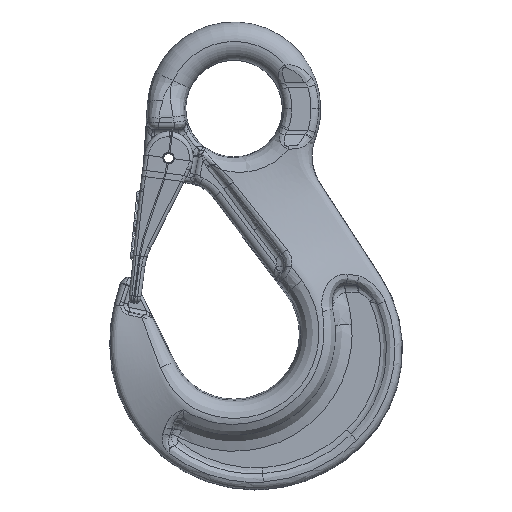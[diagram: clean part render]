
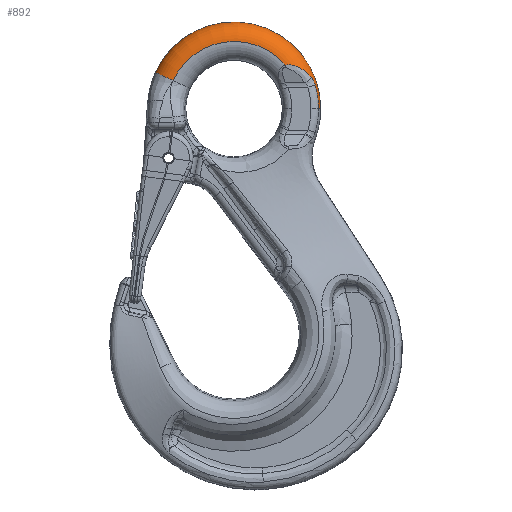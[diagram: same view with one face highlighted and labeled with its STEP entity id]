
A CAD part, top view. The second image highlights one B-rep face of the part: STEP entity #892.
In plain terms, the highlighted toroidal (fillet/blend) face has major radius 24 mm and minor radius 6.971 mm.
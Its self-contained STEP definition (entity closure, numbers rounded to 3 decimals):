
#892=ADVANCED_FACE('',(#2563),#2564,.T.);
#2563=FACE_OUTER_BOUND('',#5040,.T.);
#2564=TOROIDAL_SURFACE('',#5041,24.0,6.971);
#5040=EDGE_LOOP('',(#65044,#65045,#65046,#65047,#65048,#65049,#65050));
#5041=AXIS2_PLACEMENT_3D('',#65051,#65052,#65053);
#65044=ORIENTED_EDGE('',*,*,#70768,.F.);
#65045=ORIENTED_EDGE('',*,*,#70766,.T.);
#65046=ORIENTED_EDGE('',*,*,#70769,.F.);
#65047=ORIENTED_EDGE('',*,*,#70770,.F.);
#65048=ORIENTED_EDGE('',*,*,#70771,.T.);
#65049=ORIENTED_EDGE('',*,*,#70772,.T.);
#65050=ORIENTED_EDGE('',*,*,#70728,.T.);
#65051=CARTESIAN_POINT('',(0.,80.5,0.029));
#65052=DIRECTION('',(0.0,0.0,1.0));
#65053=DIRECTION('',(1.0,0.0,0.0));
#70728=EDGE_CURVE('',#73539,#73536,#73540,.T.);
#70766=EDGE_CURVE('',#73594,#73602,#73604,.T.);
#70768=EDGE_CURVE('',#73594,#73536,#73606,.T.);
#70769=EDGE_CURVE('',#73607,#73602,#73608,.T.);
#70770=EDGE_CURVE('',#73609,#73607,#73610,.T.);
#70771=EDGE_CURVE('',#73609,#73611,#73612,.T.);
#70772=EDGE_CURVE('',#73611,#73539,#73613,.T.);
#73536=VERTEX_POINT('',#78181);
#73539=VERTEX_POINT('',#78184);
#73540=CIRCLE('',#78185,30.172);
#73594=VERTEX_POINT('',#78847);
#73602=VERTEX_POINT('',#78863);
#73604=CIRCLE('',#78907,30.944);
#73606=CIRCLE('',#78909,6.971);
#73607=VERTEX_POINT('',#78910);
#73608=CIRCLE('',#78911,6.971);
#73609=VERTEX_POINT('',#78912);
#73610=CIRCLE('',#78913,24.0);
#73611=VERTEX_POINT('',#78914);
#73612=B_SPLINE_CURVE_WITH_KNOTS('',3,(#78915,#78916,#78917,#78918,#78919,#78920,#78921,#78922,#78923,#78924,#78925,#78926,#78927,#78928,#78929,#78930,#78931,#78932,#78933,#78934,#78935,#78936,#78937,#78938,#78939,#78940,#78941,#78942,#78943,#78944,#78945,#78946),.UNSPECIFIED.,.F.,.F.,(4,2,2,2,2,2,2,2,2,2,2,2,2,2,2,4),(0.0,0.073,0.125,0.14,0.187,0.206,0.25,0.269,0.375,0.394,0.5,0.517,0.638,0.75,0.759,1.),.UNSPECIFIED.);
#73613=B_SPLINE_CURVE_WITH_KNOTS('',3,(#78947,#78948,#78949,#78950,#78951,#78952),.UNSPECIFIED.,.F.,.F.,(4,2,4),(0.0,0.5,1.0),.UNSPECIFIED.);
#78181=CARTESIAN_POINT('',(30.172,80.5,3.27));
#78184=CARTESIAN_POINT('',(28.964,88.952,3.27));
#78185=AXIS2_PLACEMENT_3D('',#102711,#102712,#102713);
#78847=CARTESIAN_POINT('',(30.944,80.5,0.637));
#78863=CARTESIAN_POINT('',(-28.121,93.414,0.637));
#78907=AXIS2_PLACEMENT_3D('',#102769,#102770,#102771);
#78909=AXIS2_PLACEMENT_3D('',#102772,#102773,#102774);
#78910=CARTESIAN_POINT('',(-21.81,90.516,7.));
#78911=AXIS2_PLACEMENT_3D('',#102775,#102776,#102777);
#78912=CARTESIAN_POINT('',(18.311,96.015,7.));
#78913=AXIS2_PLACEMENT_3D('',#102778,#102779,#102780);
#78914=CARTESIAN_POINT('',(27.609,91.605,3.957));
#78915=CARTESIAN_POINT('',(18.311,96.015,7.));
#78916=CARTESIAN_POINT('',(18.581,96.085,7.));
#78917=CARTESIAN_POINT('',(18.853,96.126,6.987));
#78918=CARTESIAN_POINT('',(19.321,96.159,6.947));
#78919=CARTESIAN_POINT('',(19.516,96.162,6.926));
#78920=CARTESIAN_POINT('',(19.771,96.153,6.893));
#78921=CARTESIAN_POINT('',(19.829,96.15,6.885));
#78922=CARTESIAN_POINT('',(20.064,96.135,6.852));
#78923=CARTESIAN_POINT('',(20.241,96.117,6.823));
#78924=CARTESIAN_POINT('',(20.481,96.083,6.781));
#78925=CARTESIAN_POINT('',(20.548,96.073,6.769));
#78926=CARTESIAN_POINT('',(20.777,96.034,6.725));
#78927=CARTESIAN_POINT('',(20.937,96.001,6.692));
#78928=CARTESIAN_POINT('',(21.165,95.948,6.643));
#78929=CARTESIAN_POINT('',(21.233,95.931,6.628));
#78930=CARTESIAN_POINT('',(21.675,95.816,6.526));
#78931=CARTESIAN_POINT('',(22.039,95.695,6.432));
#78932=CARTESIAN_POINT('',(22.459,95.529,6.31));
#78933=CARTESIAN_POINT('',(22.523,95.503,6.291));
#78934=CARTESIAN_POINT('',(22.941,95.329,6.166));
#78935=CARTESIAN_POINT('',(23.287,95.161,6.052));
#78936=CARTESIAN_POINT('',(23.674,94.95,5.915));
#78937=CARTESIAN_POINT('',(23.726,94.921,5.896));
#78938=CARTESIAN_POINT('',(24.157,94.678,5.739));
#78939=CARTESIAN_POINT('',(24.52,94.445,5.594));
#78940=CARTESIAN_POINT('',(25.188,93.97,5.305));
#78941=CARTESIAN_POINT('',(25.496,93.729,5.162));
#78942=CARTESIAN_POINT('',(25.817,93.455,5.002));
#78943=CARTESIAN_POINT('',(25.841,93.434,4.99));
#78944=CARTESIAN_POINT('',(26.501,92.864,4.658));
#78945=CARTESIAN_POINT('',(27.085,92.255,4.315));
#78946=CARTESIAN_POINT('',(27.609,91.605,3.957));
#78947=CARTESIAN_POINT('',(27.609,91.605,3.957));
#78948=CARTESIAN_POINT('',(27.91,91.233,3.752));
#78949=CARTESIAN_POINT('',(28.171,90.826,3.582));
#78950=CARTESIAN_POINT('',(28.624,89.939,3.34));
#78951=CARTESIAN_POINT('',(28.818,89.453,3.27));
#78952=CARTESIAN_POINT('',(28.964,88.952,3.27));
#102711=CARTESIAN_POINT('',(0.,80.5,3.27));
#102712=DIRECTION('',(0.0,0.,-1.0));
#102713=DIRECTION('',(0.0,-1.0,0.));
#102769=CARTESIAN_POINT('',(0.,80.5,0.637));
#102770=DIRECTION('',(0.,0.0,1.0));
#102771=DIRECTION('',(1.0,0.0,0.));
#102772=CARTESIAN_POINT('',(24.0,80.5,0.029));
#102773=DIRECTION('',(0.0,-1.0,0.0));
#102774=DIRECTION('',(1.0,0.0,-0.0));
#102775=CARTESIAN_POINT('',(-21.81,90.516,0.029));
#102776=DIRECTION('',(-0.417,-0.909,0.));
#102777=DIRECTION('',(-0.905,0.416,0.087));
#102778=CARTESIAN_POINT('',(0.,80.5,7.));
#102779=DIRECTION('',(0.0,0.0,1.0));
#102780=DIRECTION('',(1.0,0.,0.0));
